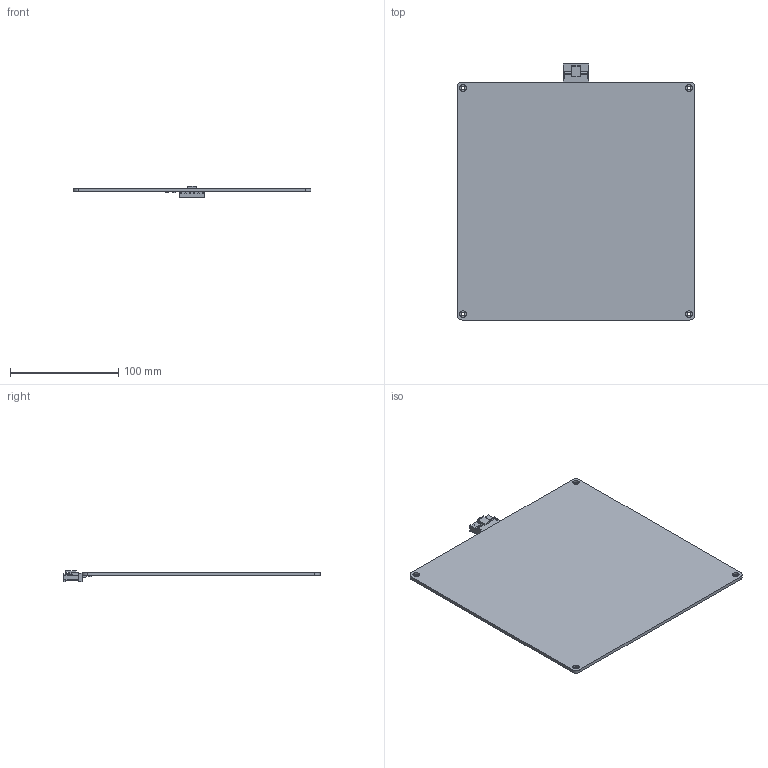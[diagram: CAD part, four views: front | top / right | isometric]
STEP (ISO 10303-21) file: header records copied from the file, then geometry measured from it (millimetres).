
FILE_DESCRIPTION(('FreeCAD Model'),'2;1');
FILE_NAME('Heat-plate_220x220.step', '2019-08-11T08:13:16',('Sisul Galog'),(''), 'Open CASCADE STEP processor 7.3','FreeCAD','Unknown');
FILE_SCHEMA(('AUTOMOTIVE_DESIGN { 1 0 10303 214 1 1 1 1 }'));
Length unit declared in the file: millimetre
Products named in the file (1): heat-plate_220x220
Bounding box: 220 x 236.7 x 10.5 mm (x, y, z)
Volume: 146576 mm3; surface area: 103194.1 mm2
Topology: 3 solids, 3 shells, 292 faces, 771 edges, 498 vertices
Faces by surface type: plane 278, cylinder 14
Full cylindrical faces by diameter (mm): 3 x4, 6 x4
Entity records: 20885 total; most frequent: CARTESIAN_POINT 3284, DIRECTION 2817, LINE 2161, VECTOR 2161, ORIENTED_EDGE 1542, PCURVE 1542, DEFINITIONAL_REPRESENTATION 1542, EDGE_CURVE 771
